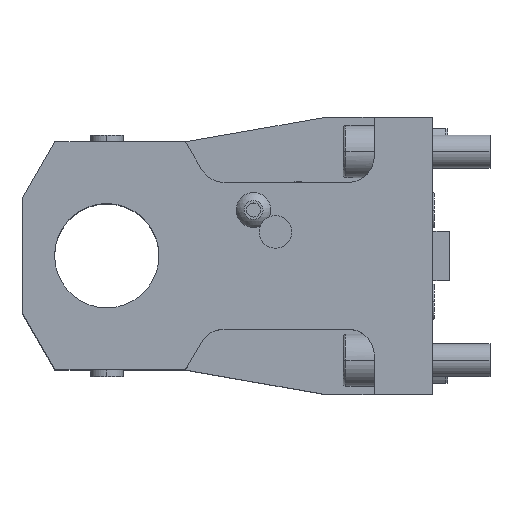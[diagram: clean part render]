
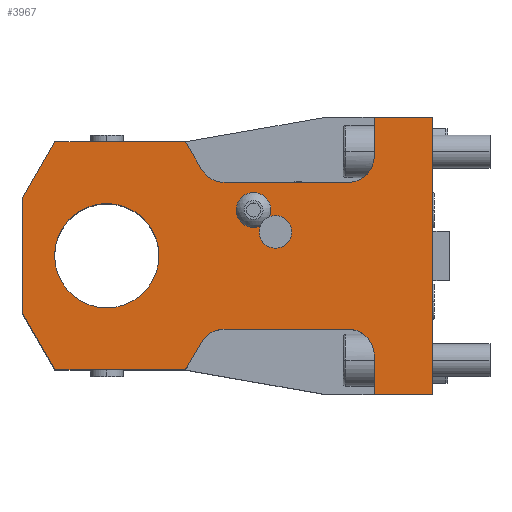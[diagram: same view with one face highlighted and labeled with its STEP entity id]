
A CAD part, top view. The second image highlights one B-rep face of the part: STEP entity #3967.
In plain terms, the highlighted planar face has unit normal (0, 0, 1).
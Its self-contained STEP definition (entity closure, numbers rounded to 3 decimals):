
#825=DIRECTION('',(-1.,0.,0.));
#826=VECTOR('',#825,38.061);
#827=CARTESIAN_POINT('',(-26.,-22.5,61.));
#828=LINE('',#827,#826);
#829=DIRECTION('',(-0.5,-0.866,0.));
#830=VECTOR('',#829,9.815);
#831=CARTESIAN_POINT('',(-70.989,-26.5,61.));
#832=LINE('',#831,#830);
#833=DIRECTION('',(1.,0.,0.));
#834=VECTOR('',#833,40.);
#835=CARTESIAN_POINT('',(-115.896,-35.,61.));
#836=LINE('',#835,#834);
#837=DIRECTION('',(0.5,-0.866,0.));
#838=VECTOR('',#837,20.207);
#839=CARTESIAN_POINT('',(-126.,-17.5,61.));
#840=LINE('',#839,#838);
#841=DIRECTION('',(0.,-1.,0.));
#842=VECTOR('',#841,35.);
#843=CARTESIAN_POINT('',(-126.,17.5,61.));
#844=LINE('',#843,#842);
#845=DIRECTION('',(-0.5,-0.866,0.));
#846=VECTOR('',#845,20.207);
#847=CARTESIAN_POINT('',(-115.896,35.,61.));
#848=LINE('',#847,#846);
#849=DIRECTION('',(-1.,0.,0.));
#850=VECTOR('',#849,40.);
#851=CARTESIAN_POINT('',(-75.896,35.,61.));
#852=LINE('',#851,#850);
#853=DIRECTION('',(0.5,-0.866,0.));
#854=VECTOR('',#853,9.815);
#855=CARTESIAN_POINT('',(-75.896,35.,61.));
#856=LINE('',#855,#854);
#857=DIRECTION('',(1.,0.,0.));
#858=VECTOR('',#857,38.061);
#859=CARTESIAN_POINT('',(-64.061,22.5,61.));
#860=LINE('',#859,#858);
#861=DIRECTION('',(0.,-1.,0.));
#862=VECTOR('',#861,12.);
#863=CARTESIAN_POINT('',(-18.,42.5,61.));
#864=LINE('',#863,#862);
#865=DIRECTION('',(-1.,0.,0.));
#866=VECTOR('',#865,18.);
#867=CARTESIAN_POINT('',(0.,42.5,61.));
#868=LINE('',#867,#866);
#869=DIRECTION('',(0.,1.,0.));
#870=VECTOR('',#869,85.);
#871=CARTESIAN_POINT('',(0.,-42.5,61.));
#872=LINE('',#871,#870);
#873=DIRECTION('',(1.,0.,0.));
#874=VECTOR('',#873,18.);
#875=CARTESIAN_POINT('',(-18.,-42.5,61.));
#876=LINE('',#875,#874);
#877=DIRECTION('',(0.,1.,0.));
#878=VECTOR('',#877,12.);
#879=CARTESIAN_POINT('',(-18.,-42.5,61.));
#880=LINE('',#879,#878);
#881=CARTESIAN_POINT('',(-100.,0.,61.));
#882=DIRECTION('',(0.,0.,1.));
#883=DIRECTION('',(0.,1.,0.));
#884=AXIS2_PLACEMENT_3D('',#881,#882,#883);
#886=CARTESIAN_POINT('',(-100.,0.,61.));
#887=DIRECTION('',(0.,0.,1.));
#888=DIRECTION('',(0.,-1.,0.));
#889=AXIS2_PLACEMENT_3D('',#886,#887,#888);
#891=CARTESIAN_POINT('',(-55.,14.,61.));
#892=DIRECTION('',(0.,0.,1.));
#893=DIRECTION('',(0.,1.,0.));
#894=AXIS2_PLACEMENT_3D('',#891,#892,#893);
#896=CARTESIAN_POINT('',(-55.,14.,61.));
#897=DIRECTION('',(0.,0.,1.));
#898=DIRECTION('',(0.,-1.,0.));
#899=AXIS2_PLACEMENT_3D('',#896,#897,#898);
#901=CARTESIAN_POINT('',(-48.282,7.282,61.));
#902=DIRECTION('',(0.,0.,-1.));
#903=DIRECTION('',(0.,1.,0.));
#904=AXIS2_PLACEMENT_3D('',#901,#902,#903);
#906=CARTESIAN_POINT('',(-48.282,7.282,61.));
#907=DIRECTION('',(0.,0.,-1.));
#908=DIRECTION('',(0.,-1.,0.));
#909=AXIS2_PLACEMENT_3D('',#906,#907,#908);
#981=CARTESIAN_POINT('',(-26.,-30.5,61.));
#982=DIRECTION('',(0.,0.,-1.));
#983=DIRECTION('',(0.,1.,0.));
#984=AXIS2_PLACEMENT_3D('',#981,#982,#983);
#1121=CARTESIAN_POINT('',(-64.061,-30.5,61.));
#1122=DIRECTION('',(0.,0.,-1.));
#1123=DIRECTION('',(-0.866,0.5,0.));
#1124=AXIS2_PLACEMENT_3D('',#1121,#1122,#1123);
#1275=CARTESIAN_POINT('',(-26.,30.5,61.));
#1276=DIRECTION('',(0.,0.,-1.));
#1277=DIRECTION('',(1.,0.,0.));
#1278=AXIS2_PLACEMENT_3D('',#1275,#1276,#1277);
#1298=CARTESIAN_POINT('',(-64.061,30.5,61.));
#1299=DIRECTION('',(0.,0.,-1.));
#1300=DIRECTION('',(0.,-1.,0.));
#1301=AXIS2_PLACEMENT_3D('',#1298,#1299,#1300);
#2491=CARTESIAN_POINT('',(0.,-42.5,61.));
#2492=CARTESIAN_POINT('',(0.,42.5,61.));
#2493=VERTEX_POINT('',#2491);
#2494=VERTEX_POINT('',#2492);
#2495=CARTESIAN_POINT('',(-115.896,35.,61.));
#2496=CARTESIAN_POINT('',(-126.,17.5,61.));
#2497=VERTEX_POINT('',#2495);
#2498=VERTEX_POINT('',#2496);
#2499=CARTESIAN_POINT('',(-126.,-17.5,61.));
#2500=VERTEX_POINT('',#2499);
#2501=CARTESIAN_POINT('',(-115.896,-35.,61.));
#2502=VERTEX_POINT('',#2501);
#2511=CARTESIAN_POINT('',(-18.,42.5,61.));
#2512=VERTEX_POINT('',#2511);
#2517=CARTESIAN_POINT('',(-18.,-42.5,61.));
#2518=VERTEX_POINT('',#2517);
#2539=CARTESIAN_POINT('',(-75.896,-35.,61.));
#2540=VERTEX_POINT('',#2539);
#2541=CARTESIAN_POINT('',(-75.896,35.,61.));
#2542=VERTEX_POINT('',#2541);
#2547=CARTESIAN_POINT('',(-18.,30.5,61.));
#2548=VERTEX_POINT('',#2547);
#2549=CARTESIAN_POINT('',(-18.,-30.5,61.));
#2550=VERTEX_POINT('',#2549);
#2559=CARTESIAN_POINT('',(-70.989,26.5,61.));
#2560=VERTEX_POINT('',#2559);
#2561=CARTESIAN_POINT('',(-70.989,-26.5,61.));
#2562=VERTEX_POINT('',#2561);
#2571=CARTESIAN_POINT('',(-64.061,22.5,61.));
#2572=VERTEX_POINT('',#2571);
#2573=CARTESIAN_POINT('',(-64.061,-22.5,61.));
#2574=VERTEX_POINT('',#2573);
#2575=CARTESIAN_POINT('',(-26.,-22.5,61.));
#2576=VERTEX_POINT('',#2575);
#2577=CARTESIAN_POINT('',(-26.,22.5,61.));
#2578=VERTEX_POINT('',#2577);
#2615=CARTESIAN_POINT('',(-100.,16.,61.));
#2616=CARTESIAN_POINT('',(-100.,-16.,61.));
#2617=VERTEX_POINT('',#2615);
#2618=VERTEX_POINT('',#2616);
#2843=CARTESIAN_POINT('',(-55.,19.333,61.));
#2844=CARTESIAN_POINT('',(-55.,8.667,61.));
#2845=VERTEX_POINT('',#2843);
#2846=VERTEX_POINT('',#2844);
#2867=CARTESIAN_POINT('',(-48.282,10.982,61.));
#2868=CARTESIAN_POINT('',(-48.282,3.582,61.));
#2869=VERTEX_POINT('',#2867);
#2870=VERTEX_POINT('',#2868);
#3914=CARTESIAN_POINT('',(0.,0.,61.));
#3915=DIRECTION('',(0.,0.,1.));
#3916=DIRECTION('',(0.,1.,0.));
#3917=AXIS2_PLACEMENT_3D('',#3914,#3915,#3916);
#3918=PLANE('',#3917);
#3920=ORIENTED_EDGE('',*,*,#3919,.T.);
#3922=ORIENTED_EDGE('',*,*,#3921,.F.);
#3924=ORIENTED_EDGE('',*,*,#3923,.T.);
#3925=ORIENTED_EDGE('',*,*,#3491,.F.);
#3926=ORIENTED_EDGE('',*,*,#3538,.F.);
#3927=ORIENTED_EDGE('',*,*,#3552,.F.);
#3928=ORIENTED_EDGE('',*,*,#3616,.F.);
#3929=ORIENTED_EDGE('',*,*,#3633,.F.);
#3931=ORIENTED_EDGE('',*,*,#3930,.T.);
#3933=ORIENTED_EDGE('',*,*,#3932,.F.);
#3935=ORIENTED_EDGE('',*,*,#3934,.T.);
#3937=ORIENTED_EDGE('',*,*,#3936,.F.);
#3939=ORIENTED_EDGE('',*,*,#3938,.F.);
#3940=ORIENTED_EDGE('',*,*,#3903,.F.);
#3941=ORIENTED_EDGE('',*,*,#3212,.F.);
#3942=ORIENTED_EDGE('',*,*,#3346,.F.);
#3944=ORIENTED_EDGE('',*,*,#3943,.T.);
#3946=ORIENTED_EDGE('',*,*,#3945,.F.);
#3947=EDGE_LOOP('',(#3920,#3922,#3924,#3925,#3926,#3927,#3928,#3929,#3931,#3933,
#3935,#3937,#3939,#3940,#3941,#3942,#3944,#3946));
#3948=FACE_OUTER_BOUND('',#3947,.F.);
#3950=ORIENTED_EDGE('',*,*,#3949,.T.);
#3952=ORIENTED_EDGE('',*,*,#3951,.T.);
#3953=EDGE_LOOP('',(#3950,#3952));
#3954=FACE_BOUND('',#3953,.F.);
#3956=ORIENTED_EDGE('',*,*,#3955,.T.);
#3958=ORIENTED_EDGE('',*,*,#3957,.T.);
#3959=EDGE_LOOP('',(#3956,#3958));
#3960=FACE_BOUND('',#3959,.F.);
#3962=ORIENTED_EDGE('',*,*,#3961,.F.);
#3964=ORIENTED_EDGE('',*,*,#3963,.F.);
#3965=EDGE_LOOP('',(#3962,#3964));
#3966=FACE_BOUND('',#3965,.F.);
#3967=ADVANCED_FACE('',(#3948,#3954,#3960,#3966),#3918,.T.);
#885=CIRCLE('',#884,16.);
#890=CIRCLE('',#889,16.);
#895=CIRCLE('',#894,5.333);
#900=CIRCLE('',#899,5.333);
#905=CIRCLE('',#904,3.7);
#910=CIRCLE('',#909,3.7);
#985=CIRCLE('',#984,8.);
#1125=CIRCLE('',#1124,8.);
#1279=CIRCLE('',#1278,8.);
#1302=CIRCLE('',#1301,8.);
#3212=EDGE_CURVE('',#2493,#2494,#872,.T.);
#3346=EDGE_CURVE('',#2518,#2493,#876,.T.);
#3491=EDGE_CURVE('',#2502,#2540,#836,.T.);
#3538=EDGE_CURVE('',#2500,#2502,#840,.T.);
#3552=EDGE_CURVE('',#2498,#2500,#844,.T.);
#3616=EDGE_CURVE('',#2497,#2498,#848,.T.);
#3633=EDGE_CURVE('',#2542,#2497,#852,.T.);
#3903=EDGE_CURVE('',#2494,#2512,#868,.T.);
#3919=EDGE_CURVE('',#2576,#2574,#828,.T.);
#3921=EDGE_CURVE('',#2562,#2574,#1125,.T.);
#3923=EDGE_CURVE('',#2562,#2540,#832,.T.);
#3930=EDGE_CURVE('',#2542,#2560,#856,.T.);
#3932=EDGE_CURVE('',#2572,#2560,#1302,.T.);
#3934=EDGE_CURVE('',#2572,#2578,#860,.T.);
#3936=EDGE_CURVE('',#2548,#2578,#1279,.T.);
#3938=EDGE_CURVE('',#2512,#2548,#864,.T.);
#3943=EDGE_CURVE('',#2518,#2550,#880,.T.);
#3945=EDGE_CURVE('',#2576,#2550,#985,.T.);
#3949=EDGE_CURVE('',#2617,#2618,#885,.T.);
#3951=EDGE_CURVE('',#2618,#2617,#890,.T.);
#3955=EDGE_CURVE('',#2845,#2846,#895,.T.);
#3957=EDGE_CURVE('',#2846,#2845,#900,.T.);
#3961=EDGE_CURVE('',#2869,#2870,#905,.T.);
#3963=EDGE_CURVE('',#2870,#2869,#910,.T.);
